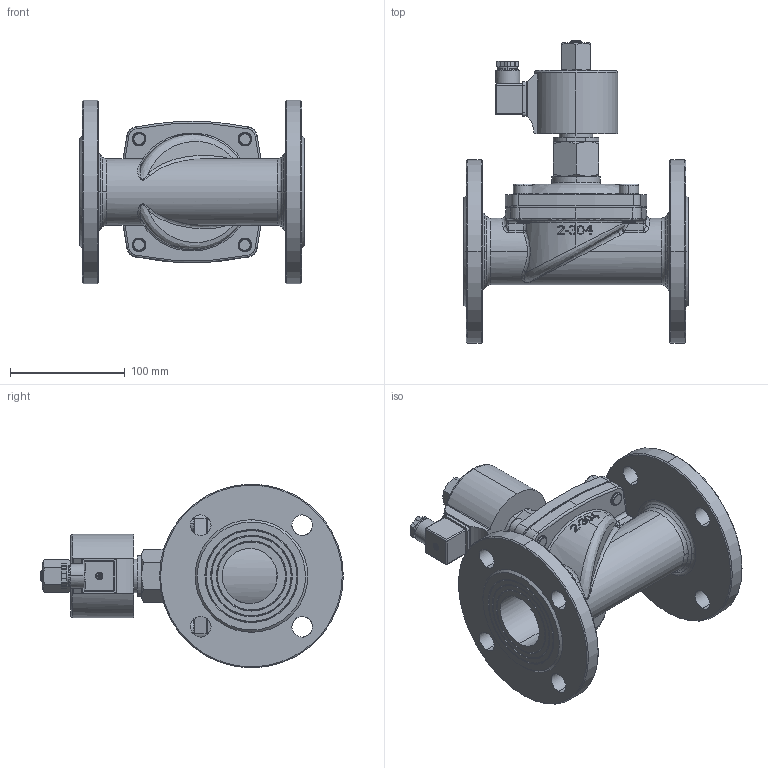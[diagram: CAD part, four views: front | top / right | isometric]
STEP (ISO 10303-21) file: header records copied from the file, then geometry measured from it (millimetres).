
FILE_DESCRIPTION (( 'STEP AP214' ), '1' );
FILE_NAME ('242FL DN50 NO.STEP', '2023-05-05T11:41:34', ( 'admin' ), ( 'Hewlett-Packard Company' ), 'SwSTEP 2.0', 'SolidWorks 2015', '' );
FILE_SCHEMA (( 'AUTOMOTIVE_DESIGN' ));
Length unit declared in the file: millimetre
Products named in the file (23): PRT0126-1; PRT0125-1; ASM0018; PRT0124-1; PRT0123-1; PRT0122-1; PRT0121-1; PRT0120; ENG-005447; PRT0120-1; ENG-005444; ENG-005448; PRT0133-1; 242FL DN50 NO; PRT0132_3-1; PRT0132_2-1; PRT0132_1-1; PRT0132-1; PRT0131-1; PRT0129-1; PRT0128-1; PRT0127-1
Assembly tree (22 placements, depth 3):
  242FL DN50 NO
    PRT0120
      PRT0120
      PRT0120-1
    PRT0121-1
    PRT0122-1
    ASM0018
      PRT0123-1
      PRT0124-1
    PRT0125-1
    PRT0126-1
    PRT0127-1
    PRT0128-1
    PRT0129-1
    PRT0131-1
    PRT0132-1
    PRT0132_1-1
    PRT0132_2-1
    PRT0132_3-1
    PRT0133-1
    ENG-005448
    ENG-005444
    ENG-005447
Bounding box: 195 x 263.5 x 160 mm (x, y, z)
Volume: 1194249.1 mm3; surface area: 340769.1 mm2
Topology: 19 solids, 20 shells, 1365 faces, 3855 edges, 2548 vertices
Faces by surface type: cylinder 497, bspline 424, plane 330, cone 114
Entity records: 106187 total; most frequent: CARTESIAN_POINT 66107, ORIENTED_EDGE 7632, DIRECTION 4401, EDGE_CURVE 3817, VERTEX_POINT 2548, B_SPLINE_CURVE_WITH_KNOTS 1768, AXIS2_PLACEMENT_3D 1626, EDGE_LOOP 1494
